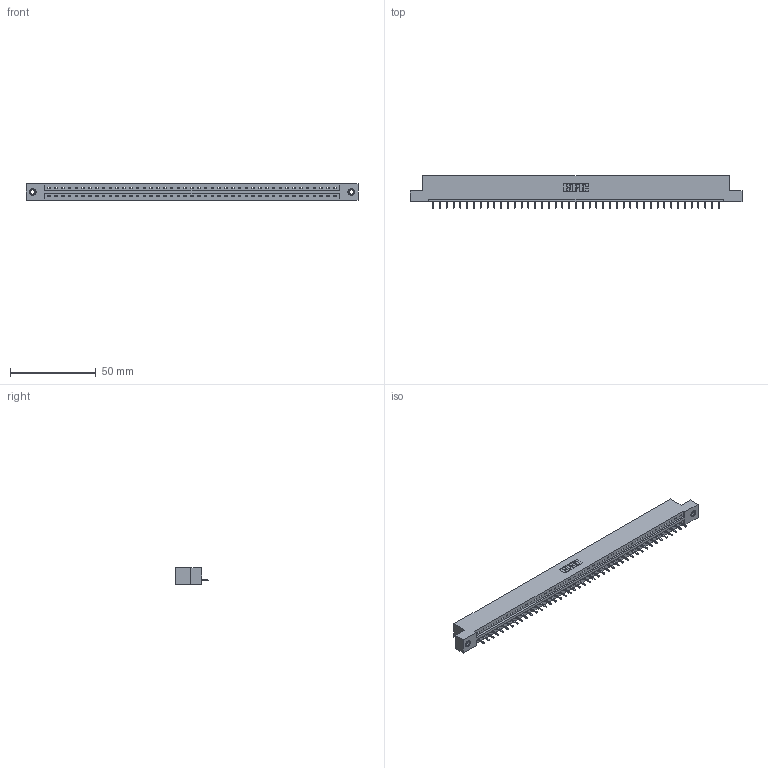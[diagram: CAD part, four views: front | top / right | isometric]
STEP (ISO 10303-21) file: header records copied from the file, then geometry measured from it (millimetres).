
FILE_DESCRIPTION (( 'STEP AP203' ), '1' );
FILE_NAME ('387-043-521-107.STEP', '2019-10-04T21:46:37', ( '' ), ( '' ), 'SwSTEP 2.0', 'SolidWorks 2016', '' );
FILE_SCHEMA (( 'CONFIG_CONTROL_DESIGN' ));
Length unit declared in the file: inch
Products named in the file (4): 387-043-521-107; 337 Part_Flush Mounting Lugs - 0.156 Dia-TI; 345-250-001_345-250-005-103; 345-292-001_345-293-121
Assembly tree (46 placements, depth 2):
  387-043-521-107
    337 Part_Flush Mounting Lugs - 0.156 Dia-TI
    345-292-001_345-293-121  x43
    345-250-001_345-250-005-103  x2
Bounding box: 193.4 x 19.06 x 9.4 mm (x, y, z)
Volume: 19976.9 mm3; surface area: 20171.1 mm2
Topology: 46 solids, 46 shells, 2840 faces, 8531 edges, 5622 vertices
Faces by surface type: plane 2080, cylinder 744, cone 12, torus 4
Entity records: 33038 total; most frequent: CARTESIAN_POINT 5734, ORIENTED_EDGE 5706, DIRECTION 4857, EDGE_CURVE 2853, VECTOR 2705, LINE 2705, VERTEX_POINT 1896, AXIS2_PLACEMENT_3D 1076
